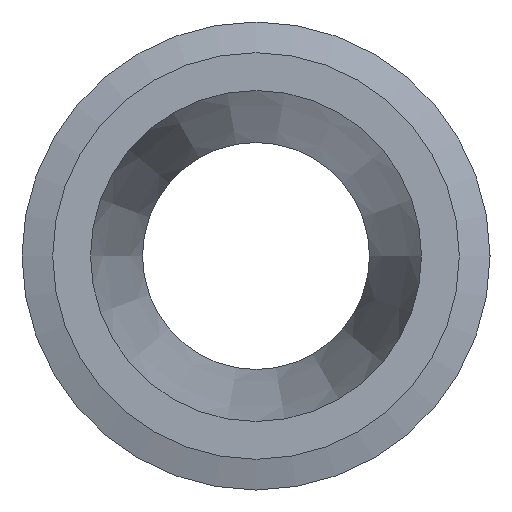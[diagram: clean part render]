
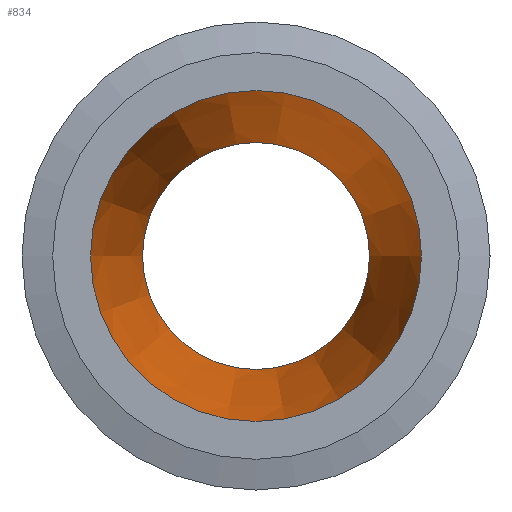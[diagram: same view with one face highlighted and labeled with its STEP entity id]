
A CAD part, left-side view. The second image highlights one B-rep face of the part: STEP entity #834.
In plain terms, the highlighted conical face has half-angle 10 degrees and reference radius 14.75 mm.
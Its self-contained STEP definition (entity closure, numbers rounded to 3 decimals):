
#40=LINE('',#1459,#64);
#64=VECTOR('',#1163,14.75);
#84=CONICAL_SURFACE('',#940,14.75,0.175);
#111=FACE_OUTER_BOUND('',#155,.T.);
#155=EDGE_LOOP('',(#600,#601,#602,#603,#604,#605,#606));
#227=CIRCLE('',#941,12.);
#228=CIRCLE('',#942,12.);
#229=CIRCLE('',#943,12.);
#230=CIRCLE('',#944,17.5);
#231=CIRCLE('',#945,17.5);
#328=VERTEX_POINT('',#1452);
#329=VERTEX_POINT('',#1453);
#330=VERTEX_POINT('',#1455);
#331=VERTEX_POINT('',#1458);
#332=VERTEX_POINT('',#1460);
#433=EDGE_CURVE('',#328,#329,#227,.T.);
#434=EDGE_CURVE('',#330,#328,#228,.T.);
#435=EDGE_CURVE('',#329,#330,#229,.T.);
#436=EDGE_CURVE('',#329,#331,#40,.T.);
#437=EDGE_CURVE('',#332,#331,#230,.T.);
#438=EDGE_CURVE('',#331,#332,#231,.T.);
#600=ORIENTED_EDGE('',*,*,#433,.F.);
#601=ORIENTED_EDGE('',*,*,#434,.F.);
#602=ORIENTED_EDGE('',*,*,#435,.F.);
#603=ORIENTED_EDGE('',*,*,#436,.T.);
#604=ORIENTED_EDGE('',*,*,#437,.F.);
#605=ORIENTED_EDGE('',*,*,#438,.F.);
#606=ORIENTED_EDGE('',*,*,#436,.F.);
#834=ADVANCED_FACE('',(#111),#84,.F.);
#940=AXIS2_PLACEMENT_3D('',#1451,#1155,#1156);
#941=AXIS2_PLACEMENT_3D('',#1454,#1157,#1158);
#942=AXIS2_PLACEMENT_3D('',#1456,#1159,#1160);
#943=AXIS2_PLACEMENT_3D('',#1457,#1161,#1162);
#944=AXIS2_PLACEMENT_3D('',#1461,#1164,#1165);
#945=AXIS2_PLACEMENT_3D('',#1462,#1166,#1167);
#1155=DIRECTION('center_axis',(-1.,0.,0.));
#1156=DIRECTION('ref_axis',(0.,1.,0.));
#1157=DIRECTION('center_axis',(-1.,0.,0.));
#1158=DIRECTION('ref_axis',(0.,0.,-1.));
#1159=DIRECTION('center_axis',(-1.,0.,0.));
#1160=DIRECTION('ref_axis',(0.,0.,-1.));
#1161=DIRECTION('center_axis',(-1.,0.,0.));
#1162=DIRECTION('ref_axis',(0.,0.,-1.));
#1163=DIRECTION('',(-0.985,-0.174,0.));
#1164=DIRECTION('center_axis',(1.,0.,0.));
#1165=DIRECTION('ref_axis',(0.,1.,0.));
#1166=DIRECTION('center_axis',(1.,0.,0.));
#1167=DIRECTION('ref_axis',(0.,1.,0.));
#1451=CARTESIAN_POINT('Origin',(15.596,0.,0.));
#1452=CARTESIAN_POINT('',(31.192,12.,0.));
#1453=CARTESIAN_POINT('',(31.192,-12.,0.));
#1454=CARTESIAN_POINT('Origin',(31.192,0.,0.));
#1455=CARTESIAN_POINT('',(31.192,0.,12.));
#1456=CARTESIAN_POINT('Origin',(31.192,0.,0.));
#1457=CARTESIAN_POINT('Origin',(31.192,0.,0.));
#1458=CARTESIAN_POINT('',(0.,-17.5,0.));
#1459=CARTESIAN_POINT('',(15.596,-14.75,0.));
#1460=CARTESIAN_POINT('',(0.,17.5,0.));
#1461=CARTESIAN_POINT('Origin',(0.,0.,0.));
#1462=CARTESIAN_POINT('Origin',(0.,0.,0.));
